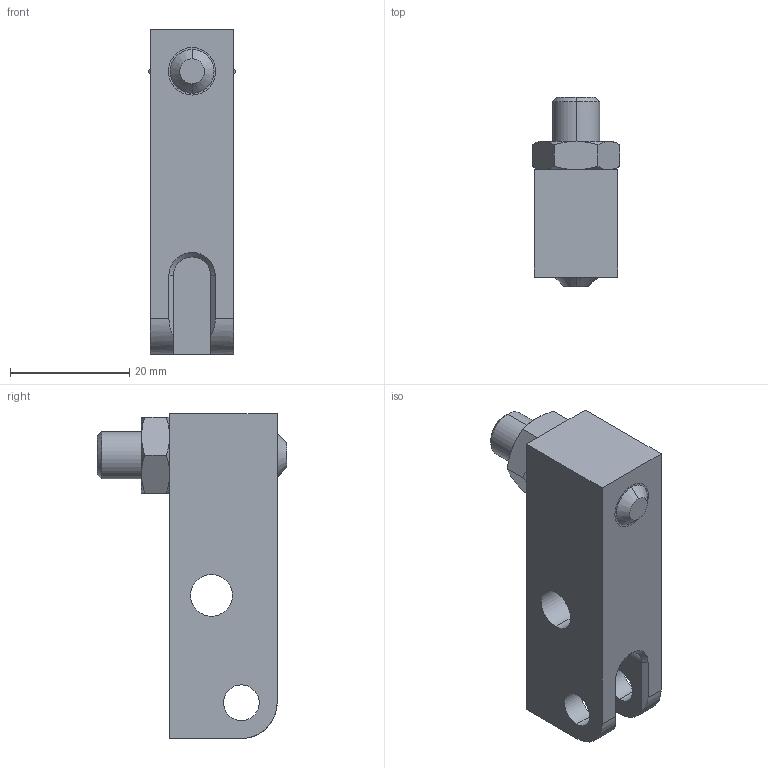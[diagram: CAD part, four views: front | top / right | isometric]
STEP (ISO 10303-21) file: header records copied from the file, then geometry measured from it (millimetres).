
FILE_DESCRIPTION((''),'2;1');
FILE_NAME('ILC91611501','2016-10-10T',('bcd'),(''),'PRO/ENGINEER BY PARAMETRIC TECHNOLOGY CORPORATION, 2013320','PRO/ENGINEER BY PARAMETRIC TECHNOLOGY CORPORATION, 2013320','');
FILE_SCHEMA(('AUTOMOTIVE_DESIGN { 1 0 10303 214 1 1 1 1 }'));
Length unit declared in the file: inch
Products named in the file (1): ILC91611501
Bounding box: 14.66 x 31.75 x 54.51 mm (x, y, z)
Volume: 12623.7 mm3; surface area: 5732.6 mm2
Topology: 1 solids, 2 shells, 60 faces, 145 edges, 91 vertices
Faces by surface type: plane 28, cone 17, cylinder 15
Entity records: 2368 total; most frequent: CARTESIAN_POINT 433, DIRECTION 292, ORIENTED_EDGE 286, PRESENTATION_STYLE_ASSIGNMENT 147, STYLED_ITEM 147, CURVE_STYLE 145, EDGE_CURVE 145, AXIS2_PLACEMENT_3D 112
